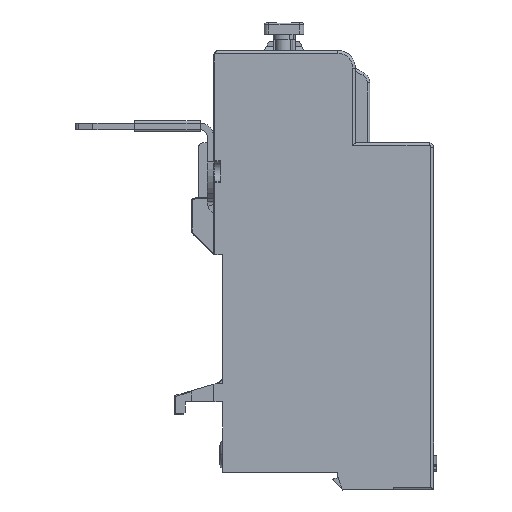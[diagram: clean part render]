
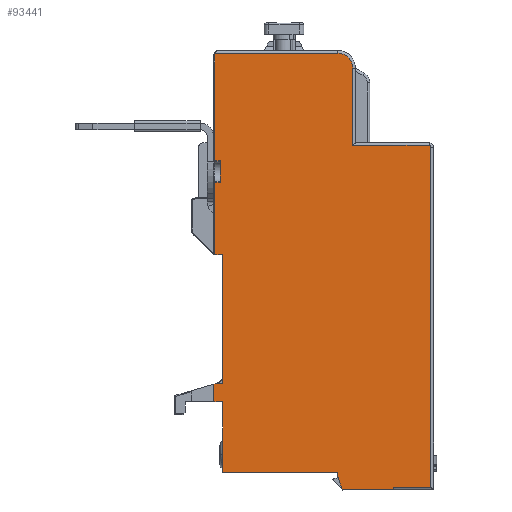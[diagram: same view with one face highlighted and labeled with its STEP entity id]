
A CAD part, left-side view. The second image highlights one B-rep face of the part: STEP entity #93441.
In plain terms, the highlighted planar face has unit normal (-1, 0, 0).
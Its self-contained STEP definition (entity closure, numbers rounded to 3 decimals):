
#78744=DIRECTION('',(0.,0.,-1.));
#78745=VECTOR('',#78744,29.238);
#78746=CARTESIAN_POINT('',(-50.04,36.615,103.5));
#78747=LINE('',#78746,#78745);
#79157=CARTESIAN_POINT('',(-50.04,10.415,146.));
#79158=DIRECTION('',(1.,0.,0.));
#79159=DIRECTION('',(0.,0.,1.));
#79160=AXIS2_PLACEMENT_3D('',#79157,#79158,#79159);
#79165=CARTESIAN_POINT('',(-50.04,-10.385,128.));
#79166=DIRECTION('',(1.,0.,0.));
#79167=DIRECTION('',(0.,0.,1.));
#79168=AXIS2_PLACEMENT_3D('',#79165,#79166,#79167);
#79173=DIRECTION('',(0.,0.,-1.));
#79174=VECTOR('',#79173,0.4);
#79175=CARTESIAN_POINT('',(-50.04,-2.285,50.6));
#79176=LINE('',#79175,#79174);
#79180=DIRECTION('',(0.,1.,0.));
#79181=VECTOR('',#79180,11.7);
#79182=CARTESIAN_POINT('',(-50.04,-2.285,50.2));
#79183=LINE('',#79182,#79181);
#79187=DIRECTION('',(0.,0.336,0.942));
#79188=VECTOR('',#79187,2.973);
#79189=CARTESIAN_POINT('',(-50.04,9.415,50.2));
#79190=LINE('',#79189,#79188);
#79194=DIRECTION('',(0.,0.,1.));
#79195=VECTOR('',#79194,1.);
#79196=CARTESIAN_POINT('',(-50.04,10.415,53.));
#79197=LINE('',#79196,#79195);
#79201=CARTESIAN_POINT('',(-50.04,36.415,54.2));
#79202=DIRECTION('',(1.,0.,0.));
#79203=DIRECTION('',(0.,0.,-1.));
#79204=AXIS2_PLACEMENT_3D('',#79201,#79202,#79203);
#79209=DIRECTION('',(0.,0.,1.));
#79210=VECTOR('',#79209,15.9);
#79211=CARTESIAN_POINT('',(-50.04,36.615,54.2));
#79212=LINE('',#79211,#79210);
#79216=DIRECTION('',(0.,1.,0.));
#79217=VECTOR('',#79216,2.);
#79218=CARTESIAN_POINT('',(-50.04,36.615,70.1));
#79219=LINE('',#79218,#79217);
#79223=DIRECTION('',(0.,0.,1.));
#79224=VECTOR('',#79223,3.996);
#79225=CARTESIAN_POINT('',(-50.04,38.615,70.1));
#79226=LINE('',#79225,#79224);
#79230=DIRECTION('',(0.,-0.959,0.282));
#79231=VECTOR('',#79230,0.588);
#79232=CARTESIAN_POINT('',(-50.04,38.615,
74.096));
#79233=LINE('',#79232,#79231);
#79237=DIRECTION('',(0.,-1.,0.));
#79238=VECTOR('',#79237,1.436);
#79239=CARTESIAN_POINT('',(-50.04,38.051,
74.262));
#79240=LINE('',#79239,#79238);
#79244=DIRECTION('',(0.,1.,0.));
#79245=VECTOR('',#79244,1.8);
#79246=CARTESIAN_POINT('',(-50.04,36.615,103.5));
#79247=LINE('',#79246,#79245);
#79251=CARTESIAN_POINT('',(-50.04,37.615,149.));
#79252=DIRECTION('',(1.,0.,0.));
#79253=DIRECTION('',(0.,1.,0.));
#79254=AXIS2_PLACEMENT_3D('',#79251,#79252,#79253);
#79283=DIRECTION('',(0.,1.,0.));
#79284=VECTOR('',#79283,27.893);
#79285=CARTESIAN_POINT('',(-50.04,10.415,
149.4));
#79286=LINE('',#79285,#79284);
#79340=DIRECTION('',(0.,0.,-1.));
#79341=VECTOR('',#79340,24.05);
#79342=CARTESIAN_POINT('',(-50.04,38.415,149.));
#79343=LINE('',#79342,#79341);
#79407=DIRECTION('',(0.,-1.,0.));
#79408=VECTOR('',#79407,1.3);
#79409=CARTESIAN_POINT('',(-50.04,38.415,124.95));
#79410=LINE('',#79409,#79408);
#79414=DIRECTION('',(0.,0.,-1.));
#79415=VECTOR('',#79414,4.9);
#79416=CARTESIAN_POINT('',(-50.04,37.115,124.95));
#79417=LINE('',#79416,#79415);
#79469=DIRECTION('',(0.,1.,0.));
#79470=VECTOR('',#79469,1.3);
#79471=CARTESIAN_POINT('',(-50.04,37.115,120.05));
#79472=LINE('',#79471,#79470);
#79597=DIRECTION('',(0.,0.,-1.));
#79598=VECTOR('',#79597,16.55);
#79599=CARTESIAN_POINT('',(-50.04,38.415,120.05));
#79600=LINE('',#79599,#79598);
#80173=DIRECTION('',(0.,1.,0.));
#80174=VECTOR('',#80173,17.4);
#80175=CARTESIAN_POINT('',(-50.04,-10.385,128.4));
#80176=LINE('',#80175,#80174);
#81850=DIRECTION('',(0.,0.,1.));
#81851=VECTOR('',#81850,17.6);
#81852=CARTESIAN_POINT('',(-50.04,7.015,128.4));
#81853=LINE('',#81852,#81851);
#81876=DIRECTION('',(0.,0.,1.));
#81877=VECTOR('',#81876,77.4);
#81878=CARTESIAN_POINT('',(-50.04,-10.785,50.6));
#81879=LINE('',#81878,#81877);
#82260=DIRECTION('',(0.,-1.,0.));
#82261=VECTOR('',#82260,26.);
#82262=CARTESIAN_POINT('',(-50.04,36.415,54.));
#82263=LINE('',#82262,#82261);
#84519=DIRECTION('',(0.,-1.,0.));
#84520=VECTOR('',#84519,8.5);
#84521=CARTESIAN_POINT('',(-50.04,-2.285,50.6));
#84522=LINE('',#84521,#84520);
#88452=CARTESIAN_POINT('',(-50.04,38.415,103.5));
#88454=VERTEX_POINT('',#88452);
#88455=CARTESIAN_POINT('',(-50.04,36.615,103.5));
#88456=VERTEX_POINT('',#88455);
#88497=CARTESIAN_POINT('',(-50.04,36.615,
74.262));
#88498=VERTEX_POINT('',#88497);
#88585=CARTESIAN_POINT('',(-50.04,10.415,149.4));
#88586=CARTESIAN_POINT('',(-50.04,7.015,146.));
#88587=VERTEX_POINT('',#88585);
#88588=VERTEX_POINT('',#88586);
#88589=CARTESIAN_POINT('',(-50.04,7.015,128.4));
#88590=VERTEX_POINT('',#88589);
#88591=CARTESIAN_POINT('',(-50.04,-10.385,128.4));
#88592=VERTEX_POINT('',#88591);
#88593=CARTESIAN_POINT('',(-50.04,-10.785,128.));
#88594=VERTEX_POINT('',#88593);
#88595=CARTESIAN_POINT('',(-50.04,-10.785,50.6));
#88596=VERTEX_POINT('',#88595);
#88597=CARTESIAN_POINT('',(-50.04,-2.285,50.6));
#88598=VERTEX_POINT('',#88597);
#88599=CARTESIAN_POINT('',(-50.04,-2.285,50.2));
#88600=VERTEX_POINT('',#88599);
#88601=CARTESIAN_POINT('',(-50.04,9.415,50.2));
#88602=VERTEX_POINT('',#88601);
#88603=CARTESIAN_POINT('',(-50.04,10.415,53.));
#88604=VERTEX_POINT('',#88603);
#88605=CARTESIAN_POINT('',(-50.04,10.415,54.));
#88606=VERTEX_POINT('',#88605);
#88607=CARTESIAN_POINT('',(-50.04,36.415,54.));
#88608=VERTEX_POINT('',#88607);
#88609=CARTESIAN_POINT('',(-50.04,36.615,54.2));
#88610=VERTEX_POINT('',#88609);
#88611=CARTESIAN_POINT('',(-50.04,36.615,70.1));
#88612=VERTEX_POINT('',#88611);
#88613=CARTESIAN_POINT('',(-50.04,38.615,70.1));
#88614=VERTEX_POINT('',#88613);
#88615=CARTESIAN_POINT('',(-50.04,38.615,
74.096));
#88616=VERTEX_POINT('',#88615);
#88617=CARTESIAN_POINT('',(-50.04,38.051,
74.262));
#88618=VERTEX_POINT('',#88617);
#88619=CARTESIAN_POINT('',(-50.04,38.415,120.05));
#88620=VERTEX_POINT('',#88619);
#88621=CARTESIAN_POINT('',(-50.04,37.115,120.05));
#88622=VERTEX_POINT('',#88621);
#88623=CARTESIAN_POINT('',(-50.04,37.115,124.95));
#88624=VERTEX_POINT('',#88623);
#88625=CARTESIAN_POINT('',(-50.04,38.415,124.95));
#88626=VERTEX_POINT('',#88625);
#88627=CARTESIAN_POINT('',(-50.04,38.415,149.));
#88628=VERTEX_POINT('',#88627);
#88629=CARTESIAN_POINT('',(-50.04,38.308,
149.4));
#88630=VERTEX_POINT('',#88629);
#93384=CARTESIAN_POINT('',(-50.04,0.,0.));
#93385=DIRECTION('',(1.,0.,0.));
#93386=DIRECTION('',(0.,1.,0.));
#93387=AXIS2_PLACEMENT_3D('',#93384,#93385,#93386);
#93388=PLANE('',#93387);
#93390=ORIENTED_EDGE('',*,*,#93389,.T.);
#93392=ORIENTED_EDGE('',*,*,#93391,.F.);
#93394=ORIENTED_EDGE('',*,*,#93393,.F.);
#93396=ORIENTED_EDGE('',*,*,#93395,.T.);
#93398=ORIENTED_EDGE('',*,*,#93397,.F.);
#93400=ORIENTED_EDGE('',*,*,#93399,.F.);
#93402=ORIENTED_EDGE('',*,*,#93401,.T.);
#93404=ORIENTED_EDGE('',*,*,#93403,.T.);
#93406=ORIENTED_EDGE('',*,*,#93405,.T.);
#93408=ORIENTED_EDGE('',*,*,#93407,.T.);
#93410=ORIENTED_EDGE('',*,*,#93409,.F.);
#93412=ORIENTED_EDGE('',*,*,#93411,.T.);
#93414=ORIENTED_EDGE('',*,*,#93413,.T.);
#93416=ORIENTED_EDGE('',*,*,#93415,.T.);
#93418=ORIENTED_EDGE('',*,*,#93417,.T.);
#93420=ORIENTED_EDGE('',*,*,#93419,.T.);
#93422=ORIENTED_EDGE('',*,*,#93421,.T.);
#93423=ORIENTED_EDGE('',*,*,#92868,.F.);
#93424=ORIENTED_EDGE('',*,*,#90624,.T.);
#93426=ORIENTED_EDGE('',*,*,#93425,.F.);
#93428=ORIENTED_EDGE('',*,*,#93427,.F.);
#93430=ORIENTED_EDGE('',*,*,#93429,.F.);
#93432=ORIENTED_EDGE('',*,*,#93431,.F.);
#93434=ORIENTED_EDGE('',*,*,#93433,.F.);
#93436=ORIENTED_EDGE('',*,*,#93435,.T.);
#93438=ORIENTED_EDGE('',*,*,#93437,.F.);
#93439=EDGE_LOOP('',(#93390,#93392,#93394,#93396,#93398,#93400,#93402,#93404,
#93406,#93408,#93410,#93412,#93414,#93416,#93418,#93420,#93422,#93423,#93424,
#93426,#93428,#93430,#93432,#93434,#93436,#93438));
#93440=FACE_OUTER_BOUND('',#93439,.F.);
#79161=CIRCLE('',#79160,3.4);
#79169=CIRCLE('',#79168,0.4);
#79205=CIRCLE('',#79204,0.2);
#79255=CIRCLE('',#79254,0.8);
#90624=EDGE_CURVE('',#88456,#88454,#79247,.T.);
#92868=EDGE_CURVE('',#88456,#88498,#78747,.T.);
#93389=EDGE_CURVE('',#88587,#88588,#79161,.T.);
#93391=EDGE_CURVE('',#88590,#88588,#81853,.T.);
#93393=EDGE_CURVE('',#88592,#88590,#80176,.T.);
#93395=EDGE_CURVE('',#88592,#88594,#79169,.T.);
#93397=EDGE_CURVE('',#88596,#88594,#81879,.T.);
#93399=EDGE_CURVE('',#88598,#88596,#84522,.T.);
#93401=EDGE_CURVE('',#88598,#88600,#79176,.T.);
#93403=EDGE_CURVE('',#88600,#88602,#79183,.T.);
#93405=EDGE_CURVE('',#88602,#88604,#79190,.T.);
#93407=EDGE_CURVE('',#88604,#88606,#79197,.T.);
#93409=EDGE_CURVE('',#88608,#88606,#82263,.T.);
#93411=EDGE_CURVE('',#88608,#88610,#79205,.T.);
#93413=EDGE_CURVE('',#88610,#88612,#79212,.T.);
#93415=EDGE_CURVE('',#88612,#88614,#79219,.T.);
#93417=EDGE_CURVE('',#88614,#88616,#79226,.T.);
#93419=EDGE_CURVE('',#88616,#88618,#79233,.T.);
#93421=EDGE_CURVE('',#88618,#88498,#79240,.T.);
#93425=EDGE_CURVE('',#88620,#88454,#79600,.T.);
#93427=EDGE_CURVE('',#88622,#88620,#79472,.T.);
#93429=EDGE_CURVE('',#88624,#88622,#79417,.T.);
#93431=EDGE_CURVE('',#88626,#88624,#79410,.T.);
#93433=EDGE_CURVE('',#88628,#88626,#79343,.T.);
#93435=EDGE_CURVE('',#88628,#88630,#79255,.T.);
#93437=EDGE_CURVE('',#88587,#88630,#79286,.T.);
#93441=ADVANCED_FACE('',(#93440),#93388,.F.);
